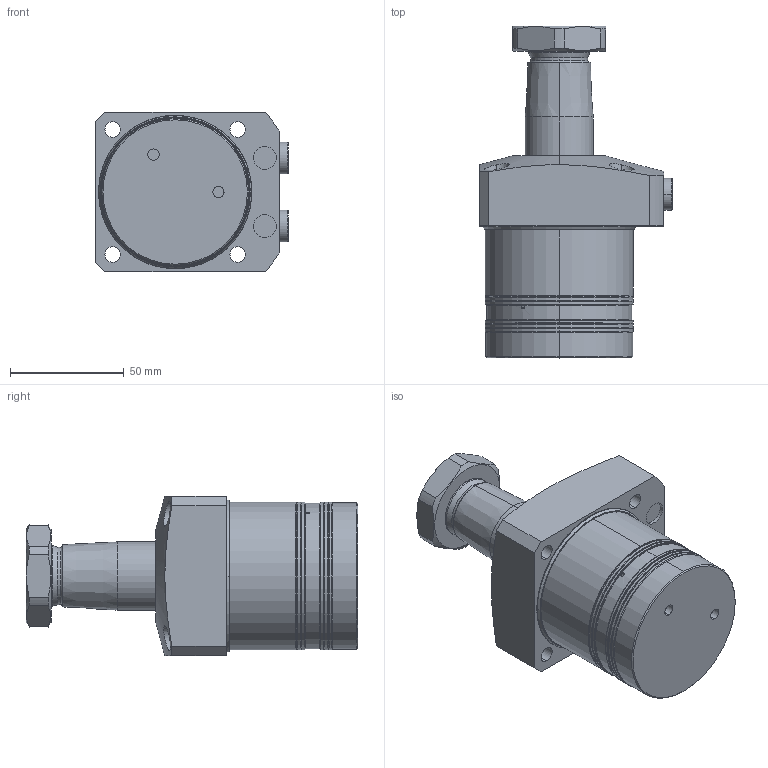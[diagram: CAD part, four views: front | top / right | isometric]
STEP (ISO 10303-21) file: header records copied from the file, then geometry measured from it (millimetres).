
FILE_DESCRIPTION (( 'STEP AP203' ), '1' );
FILE_NAME ('CTM10-RT.STEP', '2019-09-24T01:55:16', ( '微软用户' ), ( '微软中国' ), 'SwSTEP 2.0', 'SolidWorks 2012', '' );
FILE_SCHEMA (( 'CONFIG_CONTROL_DESIGN' ));
Length unit declared in the file: millimetre
Products named in the file (5): BSPP-G1-8; CTM10_NUT; CTM10-T_ROD; CTM10-T_CYLINDER_1; CTM10-RT
Assembly tree (5 placements, depth 2):
  CTM10-RT
    CTM10-T_CYLINDER_1
    CTM10-T_ROD
    CTM10_NUT
    BSPP-G1-8  x2
Bounding box: 84.8 x 146 x 70 mm (x, y, z)
Volume: 376996.4 mm3; surface area: 49826.9 mm2
Topology: 5 solids, 9 shells, 274 faces, 614 edges, 381 vertices
Faces by surface type: cylinder 96, plane 86, bspline 55, cone 37
Entity records: 10747 total; most frequent: CARTESIAN_POINT 4779, DIRECTION 1136, ORIENTED_EDGE 1130, EDGE_CURVE 565, AXIS2_PLACEMENT_3D 474, VERTEX_POINT 353, EDGE_LOOP 294, CIRCLE 267
